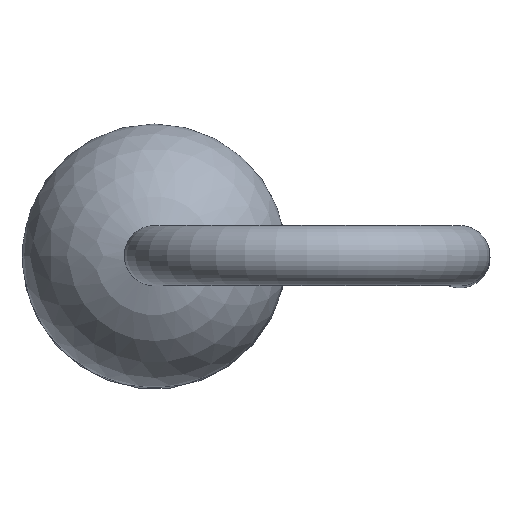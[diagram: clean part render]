
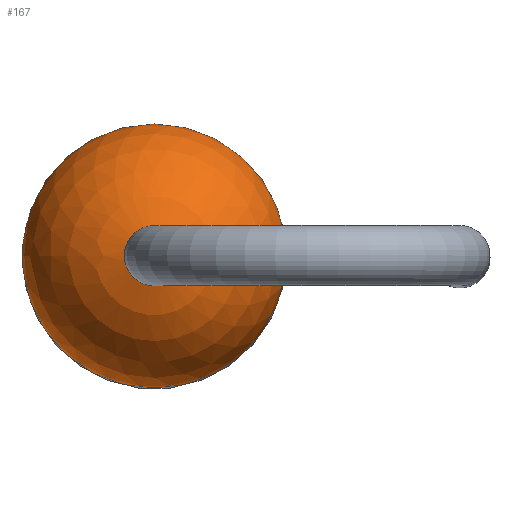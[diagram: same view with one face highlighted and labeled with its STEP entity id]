
A CAD part, top view. The second image highlights one B-rep face of the part: STEP entity #167.
In plain terms, the highlighted spherical face has radius 1.1 mm.
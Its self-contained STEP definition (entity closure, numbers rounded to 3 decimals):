
#17=SPHERICAL_SURFACE('',#202,1.1);
#34=FACE_OUTER_BOUND('',#45,.T.);
#45=EDGE_LOOP('',(#127,#128,#129,#130,#131));
#59=CIRCLE('',#199,1.047);
#61=CIRCLE('',#201,1.047);
#62=CIRCLE('',#203,0.25);
#63=CIRCLE('',#204,1.1);
#76=VERTEX_POINT('',#302);
#77=VERTEX_POINT('',#303);
#78=VERTEX_POINT('',#308);
#93=EDGE_CURVE('',#76,#77,#59,.T.);
#95=EDGE_CURVE('',#77,#76,#61,.T.);
#96=EDGE_CURVE('',#78,#78,#62,.T.);
#97=EDGE_CURVE('',#78,#76,#63,.T.);
#127=ORIENTED_EDGE('',*,*,#96,.T.);
#128=ORIENTED_EDGE('',*,*,#97,.T.);
#129=ORIENTED_EDGE('',*,*,#95,.F.);
#130=ORIENTED_EDGE('',*,*,#93,.F.);
#131=ORIENTED_EDGE('',*,*,#97,.F.);
#167=ADVANCED_FACE('',(#34),#17,.T.);
#199=AXIS2_PLACEMENT_3D('',#304,#243,#244);
#201=AXIS2_PLACEMENT_3D('',#306,#247,#248);
#202=AXIS2_PLACEMENT_3D('',#307,#249,#250);
#203=AXIS2_PLACEMENT_3D('',#309,#251,#252);
#204=AXIS2_PLACEMENT_3D('',#310,#253,#254);
#243=DIRECTION('center_axis',(0.,0.,-1.));
#244=DIRECTION('ref_axis',(1.,0.,0.));
#247=DIRECTION('center_axis',(0.,0.,-1.));
#248=DIRECTION('ref_axis',(1.,0.,0.));
#249=DIRECTION('center_axis',(0.,0.,1.));
#250=DIRECTION('ref_axis',(1.,0.,0.));
#251=DIRECTION('center_axis',(0.,0.,-1.));
#252=DIRECTION('ref_axis',(1.,0.,0.));
#253=DIRECTION('center_axis',(0.,-1.,0.));
#254=DIRECTION('ref_axis',(-1.,0.,0.));
#302=CARTESIAN_POINT('',(-1.047,0.,6.062));
#303=CARTESIAN_POINT('',(1.047,0.,6.062));
#304=CARTESIAN_POINT('Origin',(0.,0.,6.062));
#306=CARTESIAN_POINT('Origin',(0.,0.,6.062));
#307=CARTESIAN_POINT('Origin',(0.,0.,6.4));
#308=CARTESIAN_POINT('',(-0.25,0.,7.471));
#309=CARTESIAN_POINT('Origin',(0.,0.,7.471));
#310=CARTESIAN_POINT('Origin',(0.,0.,6.4));
